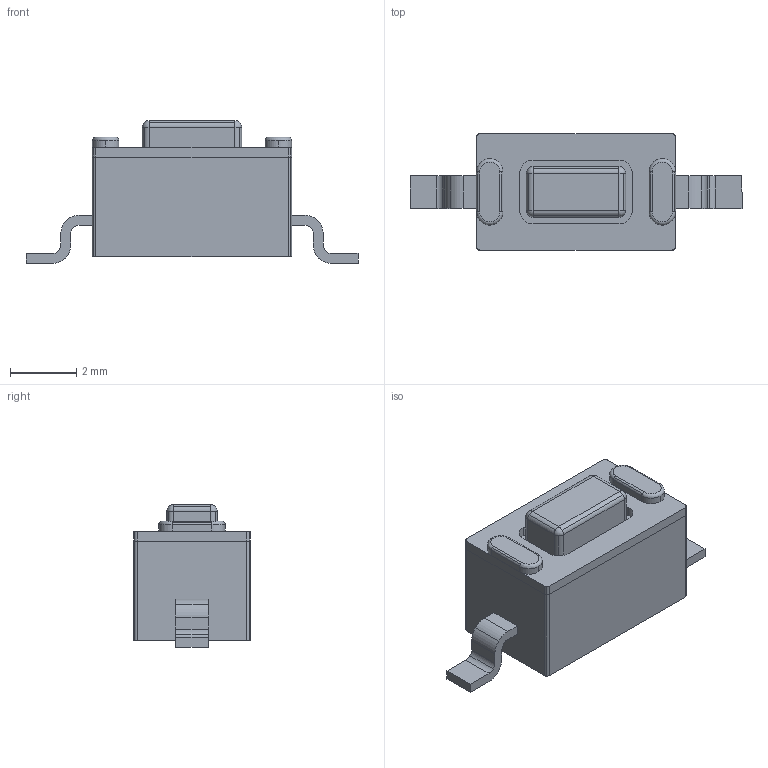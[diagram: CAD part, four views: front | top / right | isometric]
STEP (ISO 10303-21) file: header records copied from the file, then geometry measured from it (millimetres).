
FILE_DESCRIPTION((''),'2;1');
FILE_NAME('PB_TYCO_ALCOSWITCH_FSMSM.stp','2009-08-31T12:18:10',(''),(''),'Mechanical Desktop 2006','Mechanical Desktop 2006',', , ');
FILE_SCHEMA(('AUTOMOTIVE_DESIGN { 1 2 10303 214 0 1 1 1 }'));
Length unit declared in the file: millimetre
Products named in the file (1): Product
Bounding box: 10 x 3.5 x 4.3 mm (x, y, z)
Volume: 74.8 mm3; surface area: 178.2 mm2
Topology: 7 solids, 7 shells, 130 faces, 332 edges, 212 vertices
Faces by surface type: cylinder 56, plane 36, bspline 32, sphere 4, torus 2
Entity records: 4285 total; most frequent: CARTESIAN_POINT 1073, DIRECTION 674, ORIENTED_EDGE 656, EDGE_CURVE 328, AXIS2_PLACEMENT_3D 247, VERTEX_POINT 212, VECTOR 180, LINE 180
